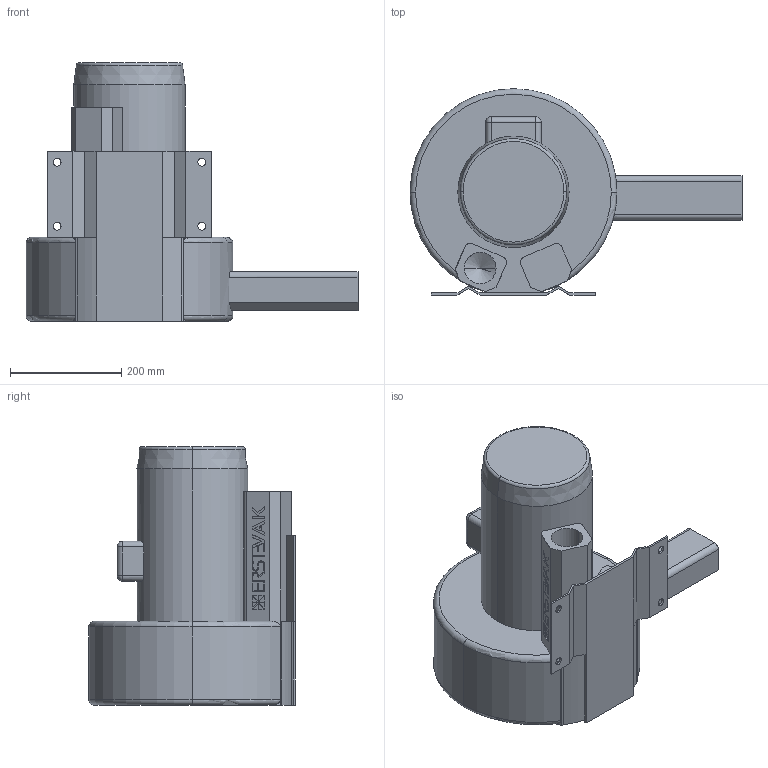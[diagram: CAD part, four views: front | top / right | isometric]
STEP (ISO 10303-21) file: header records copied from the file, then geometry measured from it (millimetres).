
FILE_DESCRIPTION (( 'STEP AP214' ), '1' );
FILE_NAME ('EVL 64-41.STEP', '2021-01-18T07:22:29', ( '' ), ( '' ), 'SwSTEP 2.0', 'SolidWorks 2019', '' );
FILE_SCHEMA (( 'AUTOMOTIVE_DESIGN' ));
Length unit declared in the file: millimetre
Products named in the file (1): EVL 64-41
Bounding box: 597 x 371.5 x 465 mm (x, y, z)
Volume: 28110636.6 mm3; surface area: 927140.2 mm2
Topology: 2 solids, 2 shells, 572 faces, 1665 edges, 1091 vertices
Faces by surface type: bspline 256, plane 242, cylinder 48, cone 12, torus 10, sphere 4
Entity records: 20509 total; most frequent: CARTESIAN_POINT 7030, ORIENTED_EDGE 3302, DIRECTION 1874, EDGE_CURVE 1651, VERTEX_POINT 1091, VECTOR 1000, LINE 1000, EDGE_LOOP 618
